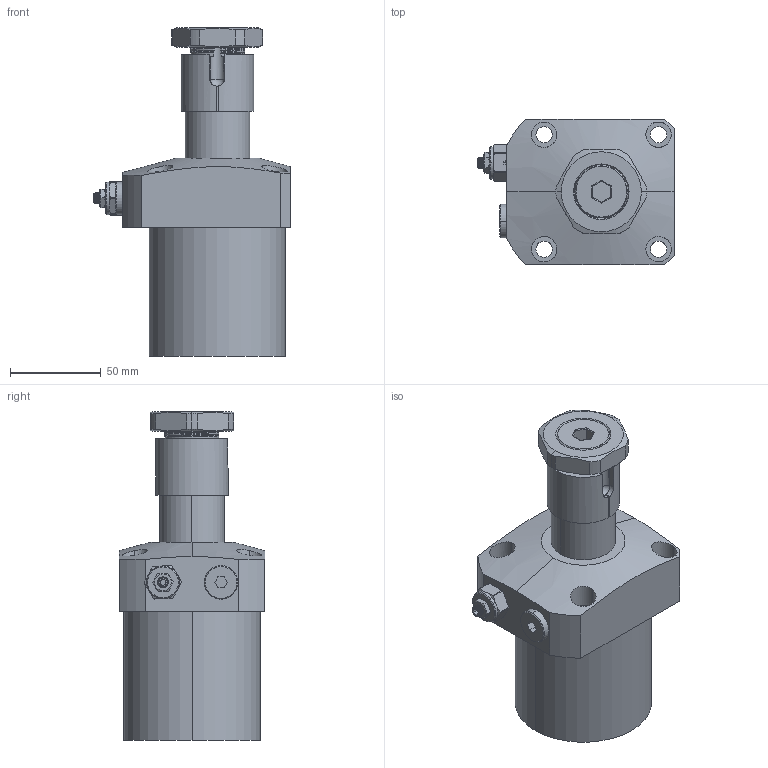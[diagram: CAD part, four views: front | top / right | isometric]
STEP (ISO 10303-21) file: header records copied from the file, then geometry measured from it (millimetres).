
FILE_DESCRIPTION (( 'STEP AP203' ), '1' );
FILE_NAME ('CHA-075SRX90C.STEP', '2019-12-07T00:27:39', ( '' ), ( '' ), 'SwSTEP 2.0', 'SolidWorks 2017', '' );
FILE_SCHEMA (( 'CONFIG_CONTROL_DESIGN' ));
Length unit declared in the file: millimetre
Products named in the file (12): CHA-075S活塞杆; CHA-075掛极; G1-4黑芛_1; 20覃厒裝_1; CHA-075蹟譫_1; 20概郋_1; hex thin nuts-grades ab-chamfered gb(GB_FASTENER_NUT_STNAB M6-S)_1; 20概极_1; CHA-075S袪杶; CHA-075SRX90C; 20粟銅蹟譫_1; CZL20覃厒概_1
Assembly tree (11 placements, depth 3):
  CHA-075SRX90C
    CHA-075掛极
    G1-4黑芛_1
    CHA-075S袪杶
    CHA-075S活塞杆
    CZL20覃厒概_1
      20概极_1
      20概郋_1
      20粟銅蹟譫_1
      20覃厒裝_1
      hex thin nuts-grades ab-chamfered gb(GB_FASTENER_NUT_STNAB M6-S)_1
    CHA-075蹟譫_1
Bounding box: 107.9 x 80 x 181 mm (x, y, z)
Volume: 568844.1 mm3; surface area: 98599.9 mm2
Topology: 11 solids, 11 shells, 612 faces, 1623 edges, 1049 vertices
Faces by surface type: cylinder 260, plane 136, bspline 129, cone 86, torus 1
Entity records: 58503 total; most frequent: CARTESIAN_POINT 44028, ORIENTED_EDGE 3240, DIRECTION 2185, EDGE_CURVE 1620, VERTEX_POINT 1049, AXIS2_PLACEMENT_3D 832, EDGE_LOOP 667, ADVANCED_FACE 612
